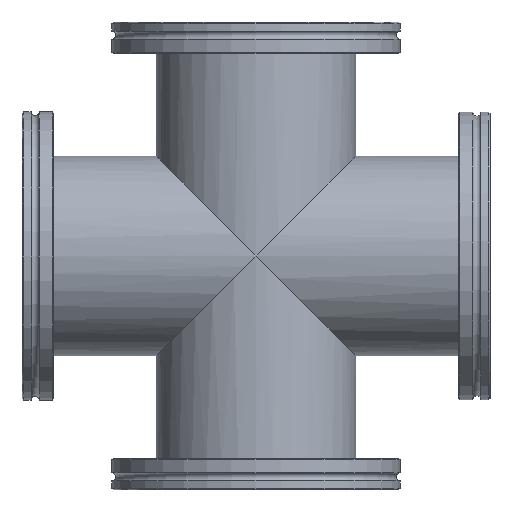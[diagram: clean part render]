
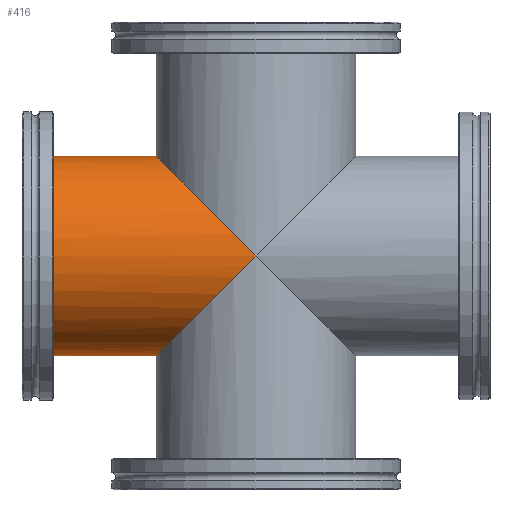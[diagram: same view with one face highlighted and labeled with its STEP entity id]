
A CAD part, left-side view. The second image highlights one B-rep face of the part: STEP entity #416.
In plain terms, the highlighted cylindrical face has radius 38.1 mm (diameter 76.2 mm), a full revolution.
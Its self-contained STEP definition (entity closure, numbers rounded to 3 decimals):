
#64=CIRCLE('',#499,38.1);
#101=CYLINDRICAL_SURFACE('',#498,38.1);
#112=FACE_OUTER_BOUND('',#135,.T.);
#135=EDGE_LOOP('',(#305,#306,#307,#308,#309));
#165=LINE('',#749,#180);
#180=VECTOR('',#590,38.1);
#193=ELLIPSE('',#492,53.882,38.1);
#195=ELLIPSE('',#495,53.882,38.1);
#198=VERTEX_POINT('',#734);
#199=VERTEX_POINT('',#736);
#201=VERTEX_POINT('',#747);
#238=EDGE_CURVE('',#199,#198,#193,.T.);
#241=EDGE_CURVE('',#198,#199,#195,.T.);
#244=EDGE_CURVE('',#201,#201,#64,.T.);
#245=EDGE_CURVE('',#201,#198,#165,.T.);
#305=ORIENTED_EDGE('',*,*,#244,.F.);
#306=ORIENTED_EDGE('',*,*,#245,.T.);
#307=ORIENTED_EDGE('',*,*,#241,.T.);
#308=ORIENTED_EDGE('',*,*,#238,.T.);
#309=ORIENTED_EDGE('',*,*,#245,.F.);
#416=ADVANCED_FACE('',(#112),#101,.T.);
#492=AXIS2_PLACEMENT_3D('',#737,#572,#573);
#495=AXIS2_PLACEMENT_3D('',#741,#579,#580);
#498=AXIS2_PLACEMENT_3D('',#746,#586,#587);
#499=AXIS2_PLACEMENT_3D('',#748,#588,#589);
#572=DIRECTION('center_axis',(0.,0.707,0.707));
#573=DIRECTION('ref_axis',(0.,-0.707,0.707));
#579=DIRECTION('center_axis',(0.,-0.707,0.707));
#580=DIRECTION('ref_axis',(0.,-0.707,-0.707));
#586=DIRECTION('center_axis',(0.,0.,1.));
#587=DIRECTION('ref_axis',(-1.,0.,0.));
#588=DIRECTION('center_axis',(0.,0.,1.));
#589=DIRECTION('ref_axis',(-1.,0.,0.));
#590=DIRECTION('',(0.,0.,-1.));
#734=CARTESIAN_POINT('',(38.1,0.,0.));
#736=CARTESIAN_POINT('',(-38.1,0.,0.));
#737=CARTESIAN_POINT('Origin',(0.,0.,0.));
#741=CARTESIAN_POINT('Origin',(0.,0.,0.));
#746=CARTESIAN_POINT('Origin',(0.,0.,0.));
#747=CARTESIAN_POINT('',(38.1,0.,83.2));
#748=CARTESIAN_POINT('Origin',(0.,0.,83.2));
#749=CARTESIAN_POINT('',(38.1,0.,0.));
